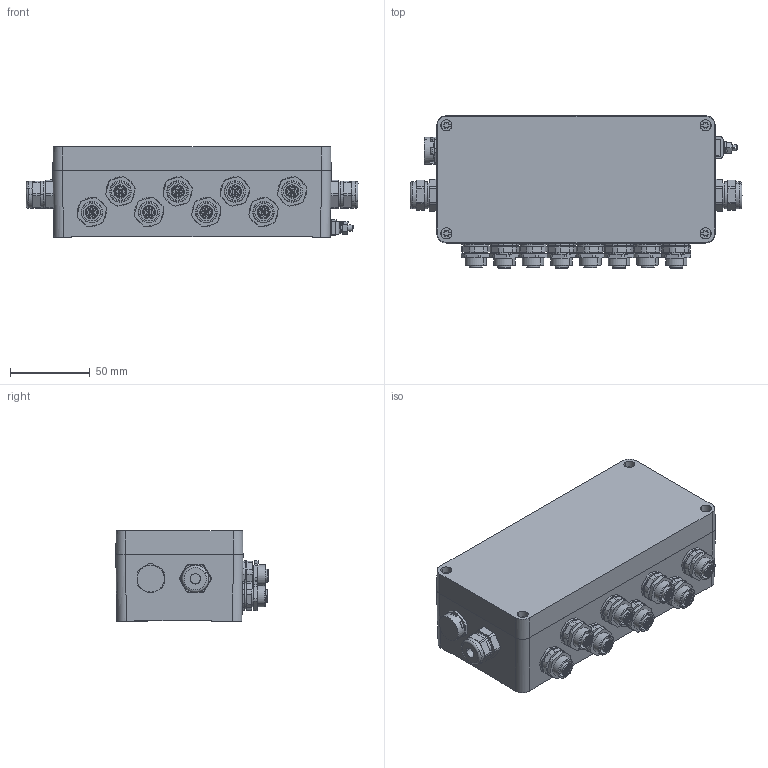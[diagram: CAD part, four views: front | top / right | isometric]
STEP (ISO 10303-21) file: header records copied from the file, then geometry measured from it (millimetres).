
FILE_DESCRIPTION(('CATIA V5 STEP Exchange','CAx-IF Rec.Pracs.--- Model Styling and Organization---1.4--- 2014-01-23'),'2;1');
FILE_NAME ('D1501151_2', '2024-04-29T09:22:39+00:00', ('none'), ('Weidmueller'), 'CATIA Version 5-6 Release 2016 SP3 HF44', 'CATIA V5 STEP AP214', 'none');
FILE_SCHEMA(('AUTOMOTIVE_DESIGN { 1 0 10303 214 1 1 1 1 }'));
Length unit declared in the file: millimetre
Products named in the file (1): S3D_FBCon_PA_CG_M12_8way_XXX
Bounding box: 208.75 x 95.87 x 57 mm (x, y, z)
Volume: 811744.6 mm3; surface area: 72335.8 mm2
Topology: 1 solids, 1 shells, 1262 faces, 3498 edges, 2380 vertices
Faces by surface type: plane 544, cylinder 400, extrusion 276, cone 24, torus 12, bspline 6
Entity records: 44076 total; most frequent: CARTESIAN_POINT 13312, ORIENTED_EDGE 6996, DIRECTION 4214, EDGE_CURVE 3498, VERTEX_POINT 2380, VECTOR 2073, LINE 1797, AXIS2_PLACEMENT_3D 1494
